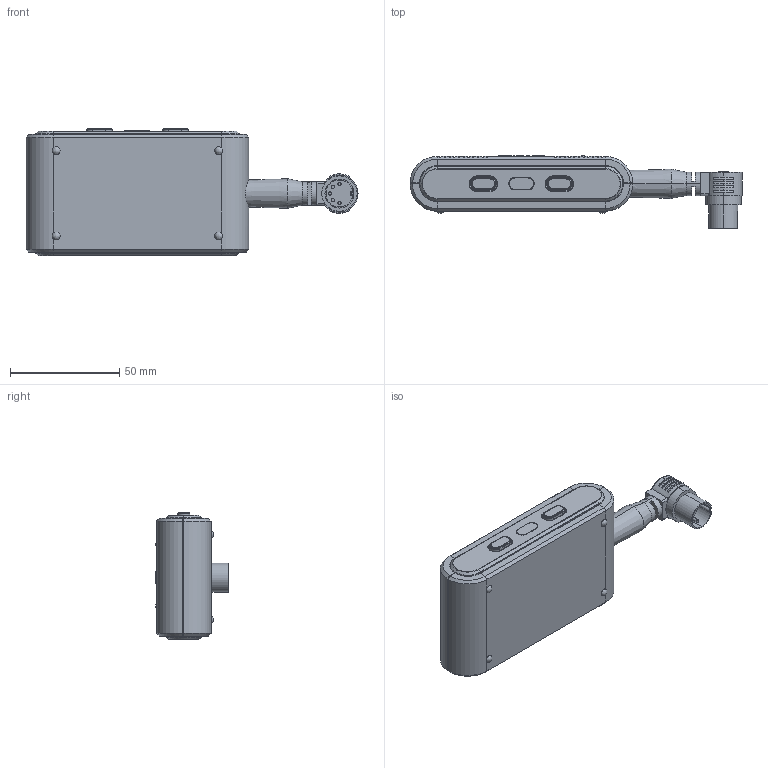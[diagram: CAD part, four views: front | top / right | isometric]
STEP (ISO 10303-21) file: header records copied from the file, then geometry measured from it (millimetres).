
FILE_DESCRIPTION (( 'STEP AP203' ), '1' );
FILE_NAME ('RF ECO BT.STEP', '2017-12-21T08:18:28', ( 'admin' ), ( 'Hewlett-Packard Company' ), 'SwSTEP 2.0', 'SolidWorks 2016', '' );
FILE_SCHEMA (( 'CONFIG_CONTROL_DESIGN' ));
Length unit declared in the file: millimetre
Products named in the file (1): RF ECO BT
Bounding box: 152 x 33.3 x 58.2 mm (x, y, z)
Volume: 141801.6 mm3; surface area: 22048.7 mm2
Topology: 1 solids, 1 shells, 424 faces, 1079 edges, 676 vertices
Faces by surface type: plane 188, cylinder 154, cone 49, bspline 33
Entity records: 13922 total; most frequent: CARTESIAN_POINT 3770, ORIENTED_EDGE 2142, DIRECTION 2109, EDGE_CURVE 1071, AXIS2_PLACEMENT_3D 765, VERTEX_POINT 676, LINE 579, VECTOR 579
